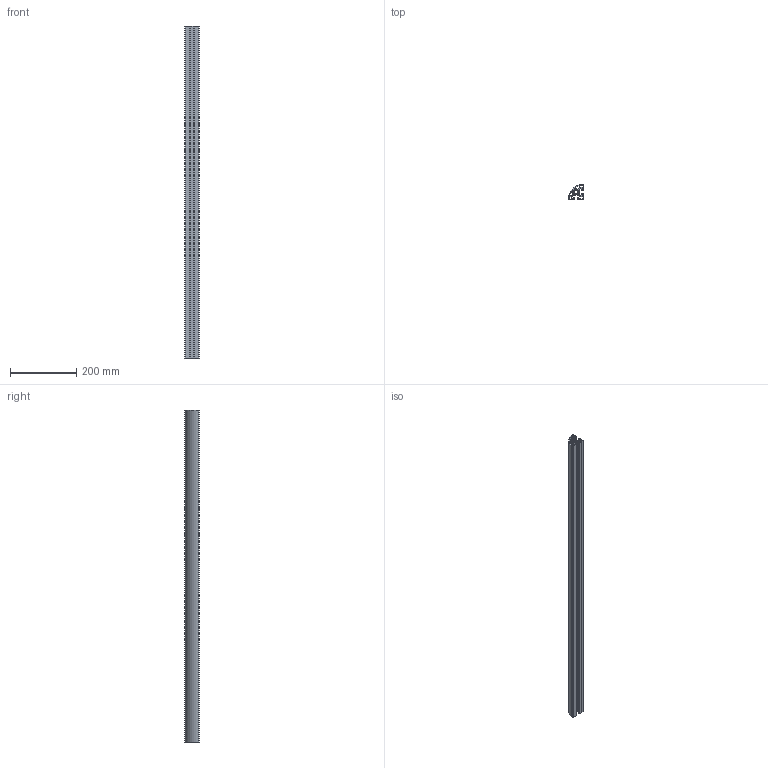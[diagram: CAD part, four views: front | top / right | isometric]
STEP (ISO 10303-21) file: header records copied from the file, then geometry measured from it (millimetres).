
FILE_DESCRIPTION (( 'STEP AP203' ), '1' );
FILE_NAME ('ALF-4545-10R.step', '2024-08-07T10:25:49', ( '' ), ( '' ), 'SwSTEP 2.0', 'SolidWorks 2022', '' );
FILE_SCHEMA (( 'CONFIG_CONTROL_DESIGN' ));
Length unit declared in the file: millimetre
Products named in the file (1): ALF-4545-10R
Bounding box: 44.93 x 44.92 x 1000 mm (x, y, z)
Volume: 590723.3 mm3; surface area: 515924.9 mm2
Topology: 1 solids, 1 shells, 196 faces, 582 edges, 388 vertices
Faces by surface type: cylinder 122, plane 74
Entity records: 6771 total; most frequent: DIRECTION 1220, CARTESIAN_POINT 1167, ORIENTED_EDGE 1164, EDGE_CURVE 582, AXIS2_PLACEMENT_3D 441, VERTEX_POINT 388, LINE 338, VECTOR 338
